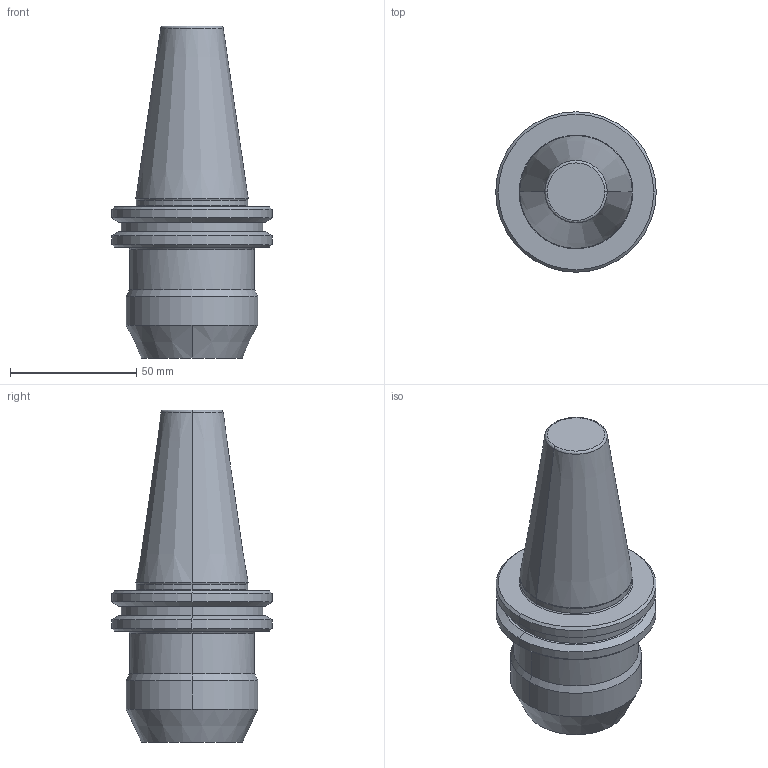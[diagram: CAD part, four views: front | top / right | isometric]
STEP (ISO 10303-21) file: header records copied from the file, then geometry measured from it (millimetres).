
FILE_DESCRIPTION (( 'STEP AP203' ), '1' );
FILE_NAME ('SK40 WE20 063 AD-6.3G15000 SL.STEP', '2019-04-27T09:53:04', ( '' ), ( '' ), 'SwSTEP 2.0', 'SolidWorks 2014', '' );
FILE_SCHEMA (( 'CONFIG_CONTROL_DESIGN' ));
Length unit declared in the file: millimetre
Products named in the file (1): SK40 WE20 063 AD-6.3G15000 SL
Bounding box: 63.5 x 63.5 x 131.4 mm (x, y, z)
Volume: 200912.3 mm3; surface area: 23230 mm2
Topology: 1 solids, 1 shells, 40 faces, 86 edges, 52 vertices
Faces by surface type: cone 16, cylinder 12, plane 6, bspline 5, torus 1
Entity records: 1651 total; most frequent: CARTESIAN_POINT 703, DIRECTION 198, ORIENTED_EDGE 172, EDGE_CURVE 86, AXIS2_PLACEMENT_3D 85, VERTEX_POINT 52, CIRCLE 49, EDGE_LOOP 44
